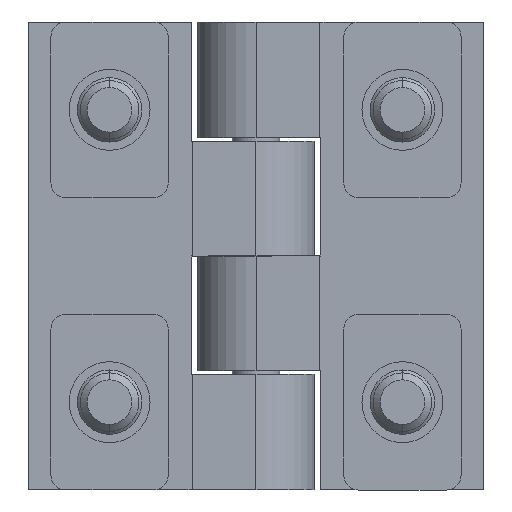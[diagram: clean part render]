
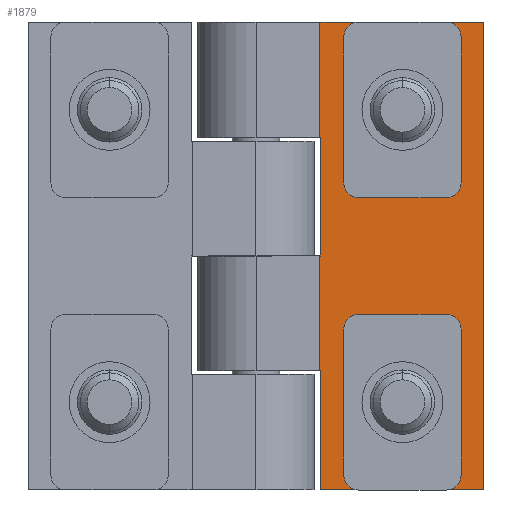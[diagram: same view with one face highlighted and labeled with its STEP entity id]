
A CAD part, front view. The second image highlights one B-rep face of the part: STEP entity #1879.
In plain terms, the highlighted planar face has unit normal (0, -1, 0).
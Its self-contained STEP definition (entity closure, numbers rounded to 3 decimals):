
#331 = VERTEX_POINT ( 'NONE', #4200 ) ;
#439 = CARTESIAN_POINT ( 'NONE',  ( 19.431, -5.029, 39.929 ) ) ;
#510 = CARTESIAN_POINT ( 'NONE',  ( 12.497, -5.029, 29.432 ) ) ;
#575 = CIRCLE ( 'NONE', #2184, 3.004 ) ;
#713 = FACE_BOUND ( 'NONE', #2064, .T. ) ;
#743 = VECTOR ( 'NONE', #11034, 1000. ) ;
#807 = DIRECTION ( 'NONE',  ( 0., 0., -1. ) ) ;
#912 = EDGE_CURVE ( 'NONE', #5005, #10331, #7286, .T. ) ;
#921 = ORIENTED_EDGE ( 'NONE', *, *, #8129, .T. ) ;
#1033 = ORIENTED_EDGE ( 'NONE', *, *, #5599, .T. ) ;
#1093 = VERTEX_POINT ( 'NONE', #3315 ) ;
#1112 = CARTESIAN_POINT ( 'NONE',  ( 5.486, -5.029, 39.929 ) ) ;
#1209 = LINE ( 'NONE', #9723, #7809 ) ;
#1275 = DIRECTION ( 'NONE',  ( 0., 1., 0. ) ) ;
#1369 = EDGE_LOOP ( 'NONE', ( #10392, #10423, #5279, #9047, #6879, #8514, #1033, #7566, #5967, #9362 ) ) ;
#1391 = DIRECTION ( 'NONE',  ( 1., 0., 0. ) ) ;
#1611 = LINE ( 'NONE', #1638, #4018 ) ;
#1614 = CARTESIAN_POINT ( 'NONE',  ( 5.486, -5.029, 10.16 ) ) ;
#1638 = CARTESIAN_POINT ( 'NONE',  ( 5.461, -5.029, 30.074 ) ) ;
#1737 = VERTEX_POINT ( 'NONE', #10057 ) ;
#1745 = EDGE_CURVE ( 'NONE', #4689, #10296, #7866, .T. ) ;
#1767 = EDGE_CURVE ( 'NONE', #4689, #1737, #6471, .T. ) ;
#1879 = ADVANCED_FACE ( 'NONE', ( #7880, #713, #3113 ), #6617, .F. ) ;
#1908 = VERTEX_POINT ( 'NONE', #7721 ) ;
#1980 = EDGE_CURVE ( 'NONE', #1908, #3142, #575, .T. ) ;
#1988 = CARTESIAN_POINT ( 'NONE',  ( 5.461, -5.029, 39.929 ) ) ;
#2022 = CARTESIAN_POINT ( 'NONE',  ( 5.461, -5.029, 39.929 ) ) ;
#2064 = EDGE_LOOP ( 'NONE', ( #921, #10903 ) ) ;
#2147 = CARTESIAN_POINT ( 'NONE',  ( 12.497, -5.029, 32.436 ) ) ;
#2184 = AXIS2_PLACEMENT_3D ( 'NONE', #5095, #11422, #6008 ) ;
#2337 = CIRCLE ( 'NONE', #9169, 3.004 ) ;
#2352 = CARTESIAN_POINT ( 'NONE',  ( 5.461, -5.029, 19.964 ) ) ;
#2722 = EDGE_CURVE ( 'NONE', #11246, #11591, #7910, .T. ) ;
#2809 = VECTOR ( 'NONE', #2875, 1000. ) ;
#2875 = DIRECTION ( 'NONE',  ( 0., 0., -1. ) ) ;
#2900 = CARTESIAN_POINT ( 'NONE',  ( 5.486, -5.029, 19.964 ) ) ;
#3041 = DIRECTION ( 'NONE',  ( 0., 0., 1. ) ) ;
#3113 = FACE_OUTER_BOUND ( 'NONE', #1369, .T. ) ;
#3142 = VERTEX_POINT ( 'NONE', #4877 ) ;
#3245 = EDGE_CURVE ( 'NONE', #4013, #5866, #6910, .T. ) ;
#3315 = CARTESIAN_POINT ( 'NONE',  ( 5.461, -5.029, 10.16 ) ) ;
#3348 = CARTESIAN_POINT ( 'NONE',  ( 12.497, -5.029, 7.493 ) ) ;
#3739 = CARTESIAN_POINT ( 'NONE',  ( 5.461, -5.029, 39.929 ) ) ;
#3877 = ORIENTED_EDGE ( 'NONE', *, *, #1980, .T. ) ;
#4013 = VERTEX_POINT ( 'NONE', #1614 ) ;
#4018 = VECTOR ( 'NONE', #7027, 1000. ) ;
#4098 = LINE ( 'NONE', #439, #8874 ) ;
#4200 = CARTESIAN_POINT ( 'NONE',  ( 19.431, -5.029, 0. ) ) ;
#4265 = DIRECTION ( 'NONE',  ( 0., 0., 1. ) ) ;
#4475 = EDGE_CURVE ( 'NONE', #10402, #1093, #7450, .T. ) ;
#4689 = VERTEX_POINT ( 'NONE', #1988 ) ;
#4746 = CARTESIAN_POINT ( 'NONE',  ( 5.486, -5.029, 0. ) ) ;
#4877 = CARTESIAN_POINT ( 'NONE',  ( 12.497, -5.029, 4.489 ) ) ;
#4891 = CARTESIAN_POINT ( 'NONE',  ( 12.497, -5.029, 32.436 ) ) ;
#4944 = LINE ( 'NONE', #7684, #7351 ) ;
#5005 = VERTEX_POINT ( 'NONE', #7470 ) ;
#5095 = CARTESIAN_POINT ( 'NONE',  ( 12.497, -5.029, 7.493 ) ) ;
#5279 = ORIENTED_EDGE ( 'NONE', *, *, #7241, .T. ) ;
#5599 = EDGE_CURVE ( 'NONE', #10296, #11246, #1611, .T. ) ;
#5810 = DIRECTION ( 'NONE',  ( 0., 0., 1. ) ) ;
#5866 = VERTEX_POINT ( 'NONE', #4746 ) ;
#5967 = ORIENTED_EDGE ( 'NONE', *, *, #9745, .T. ) ;
#6008 = DIRECTION ( 'NONE',  ( 0., 0., 1. ) ) ;
#6268 = DIRECTION ( 'NONE',  ( 0., 0., -1. ) ) ;
#6471 = LINE ( 'NONE', #2022, #11272 ) ;
#6617 = PLANE ( 'NONE',  #10868 ) ;
#6656 = VECTOR ( 'NONE', #11326, 1000. ) ;
#6661 = CARTESIAN_POINT ( 'NONE',  ( 5.461, -5.029, 39.929 ) ) ;
#6723 = DIRECTION ( 'NONE',  ( 0., 0., -1. ) ) ;
#6879 = ORIENTED_EDGE ( 'NONE', *, *, #1767, .F. ) ;
#6910 = LINE ( 'NONE', #10780, #11425 ) ;
#7027 = DIRECTION ( 'NONE',  ( 1., 0., 0. ) ) ;
#7097 = CARTESIAN_POINT ( 'NONE',  ( 5.461, -5.029, 39.929 ) ) ;
#7120 = EDGE_CURVE ( 'NONE', #3142, #1908, #2337, .T. ) ;
#7241 = EDGE_CURVE ( 'NONE', #5866, #331, #1209, .T. ) ;
#7286 = CIRCLE ( 'NONE', #7591, 3.004 ) ;
#7351 = VECTOR ( 'NONE', #1391, 1000. ) ;
#7450 = LINE ( 'NONE', #7097, #9856 ) ;
#7470 = CARTESIAN_POINT ( 'NONE',  ( 12.497, -5.029, 35.44 ) ) ;
#7554 = DIRECTION ( 'NONE',  ( 0., 0., 1. ) ) ;
#7566 = ORIENTED_EDGE ( 'NONE', *, *, #2722, .T. ) ;
#7591 = AXIS2_PLACEMENT_3D ( 'NONE', #4891, #11217, #5810 ) ;
#7630 = CARTESIAN_POINT ( 'NONE',  ( 5.461, -5.029, 30.074 ) ) ;
#7684 = CARTESIAN_POINT ( 'NONE',  ( 5.461, -5.029, 10.16 ) ) ;
#7721 = CARTESIAN_POINT ( 'NONE',  ( 12.497, -5.029, 10.497 ) ) ;
#7809 = VECTOR ( 'NONE', #11540, 1000. ) ;
#7866 = LINE ( 'NONE', #3739, #2809 ) ;
#7880 = FACE_BOUND ( 'NONE', #8200, .T. ) ;
#7903 = EDGE_CURVE ( 'NONE', #1093, #4013, #4944, .T. ) ;
#7910 = LINE ( 'NONE', #1112, #743 ) ;
#8129 = EDGE_CURVE ( 'NONE', #10331, #5005, #11435, .T. ) ;
#8200 = EDGE_LOOP ( 'NONE', ( #9493, #3877 ) ) ;
#8433 = DIRECTION ( 'NONE',  ( 0., 1., 0. ) ) ;
#8514 = ORIENTED_EDGE ( 'NONE', *, *, #1745, .T. ) ;
#8725 = CARTESIAN_POINT ( 'NONE',  ( 5.461, -5.029, 19.964 ) ) ;
#8874 = VECTOR ( 'NONE', #6723, 1000. ) ;
#9047 = ORIENTED_EDGE ( 'NONE', *, *, #10281, .F. ) ;
#9169 = AXIS2_PLACEMENT_3D ( 'NONE', #3348, #9647, #4265 ) ;
#9185 = DIRECTION ( 'NONE',  ( 1., 0., 0. ) ) ;
#9332 = LINE ( 'NONE', #2352, #6656 ) ;
#9362 = ORIENTED_EDGE ( 'NONE', *, *, #4475, .T. ) ;
#9493 = ORIENTED_EDGE ( 'NONE', *, *, #7120, .T. ) ;
#9647 = DIRECTION ( 'NONE',  ( 0., 1., 0. ) ) ;
#9723 = CARTESIAN_POINT ( 'NONE',  ( 5.461, -5.029, 0. ) ) ;
#9745 = EDGE_CURVE ( 'NONE', #11591, #10402, #9332, .T. ) ;
#9856 = VECTOR ( 'NONE', #807, 1000. ) ;
#9971 = CARTESIAN_POINT ( 'NONE',  ( 5.486, -5.029, 30.074 ) ) ;
#10024 = AXIS2_PLACEMENT_3D ( 'NONE', #2147, #8433, #3041 ) ;
#10057 = CARTESIAN_POINT ( 'NONE',  ( 19.431, -5.029, 39.929 ) ) ;
#10281 = EDGE_CURVE ( 'NONE', #1737, #331, #4098, .T. ) ;
#10296 = VERTEX_POINT ( 'NONE', #7630 ) ;
#10331 = VERTEX_POINT ( 'NONE', #510 ) ;
#10392 = ORIENTED_EDGE ( 'NONE', *, *, #7903, .T. ) ;
#10402 = VERTEX_POINT ( 'NONE', #8725 ) ;
#10423 = ORIENTED_EDGE ( 'NONE', *, *, #3245, .T. ) ;
#10780 = CARTESIAN_POINT ( 'NONE',  ( 5.486, -5.029, 39.929 ) ) ;
#10868 = AXIS2_PLACEMENT_3D ( 'NONE', #6661, #1275, #7554 ) ;
#10903 = ORIENTED_EDGE ( 'NONE', *, *, #912, .T. ) ;
#11034 = DIRECTION ( 'NONE',  ( 0., 0., -1. ) ) ;
#11217 = DIRECTION ( 'NONE',  ( 0., 1., 0. ) ) ;
#11246 = VERTEX_POINT ( 'NONE', #9971 ) ;
#11272 = VECTOR ( 'NONE', #9185, 1000. ) ;
#11326 = DIRECTION ( 'NONE',  ( -1., 0., 0. ) ) ;
#11422 = DIRECTION ( 'NONE',  ( 0., 1., 0. ) ) ;
#11425 = VECTOR ( 'NONE', #6268, 1000. ) ;
#11435 = CIRCLE ( 'NONE', #10024, 3.004 ) ;
#11540 = DIRECTION ( 'NONE',  ( 1., 0., 0. ) ) ;
#11591 = VERTEX_POINT ( 'NONE', #2900 ) ;
